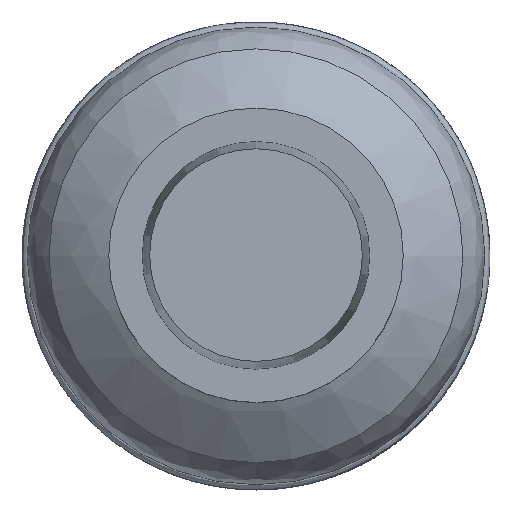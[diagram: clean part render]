
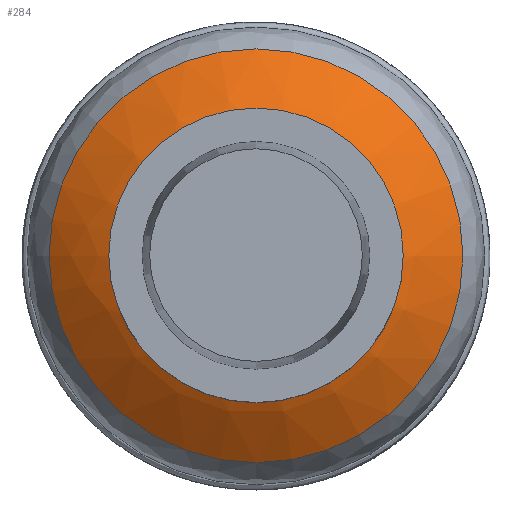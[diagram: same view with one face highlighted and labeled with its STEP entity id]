
A CAD part, top view. The second image highlights one B-rep face of the part: STEP entity #284.
In plain terms, the highlighted face is a revolution surface.
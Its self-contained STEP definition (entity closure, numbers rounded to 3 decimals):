
#87=SURFACE_OF_REVOLUTION('',#93,#90);
#90=AXIS1_PLACEMENT('',#8298,#599);
#93=(
BOUNDED_CURVE()
B_SPLINE_CURVE(3,(#8294,#8295,#8296,#8297),.UNSPECIFIED.,.F.,.F.)
B_SPLINE_CURVE_WITH_KNOTS((4,4),(0.,1.),.UNSPECIFIED.)
CURVE()
GEOMETRIC_REPRESENTATION_ITEM()
RATIONAL_B_SPLINE_CURVE((1.,0.981,0.981,1.))
REPRESENTATION_ITEM('')
);
#132=EDGE_LOOP('',(#180));
#133=EDGE_LOOP('',(#181));
#180=ORIENTED_EDGE('',*,*,#223,.T.);
#181=ORIENTED_EDGE('',*,*,#222,.F.);
#222=EDGE_CURVE('',#360,#360,#246,.T.);
#223=EDGE_CURVE('',#361,#361,#247,.T.);
#246=CIRCLE('',#506,44.218);
#247=CIRCLE('',#507,27.389);
#284=ADVANCED_FACE('SU_3',(#317,#318),#87,.F.);
#317=FACE_BOUND('',#132,.T.);
#318=FACE_BOUND('',#133,.T.);
#360=VERTEX_POINT('',#8286);
#361=VERTEX_POINT('',#8293);
#506=AXIS2_PLACEMENT_3D('',#8285,#594,#595);
#507=AXIS2_PLACEMENT_3D('',#8292,#597,#598);
#594=DIRECTION('',(0.,0.,-1.));
#595=DIRECTION('',(-1.,0.,0.));
#597=DIRECTION('',(0.,0.,-1.));
#598=DIRECTION('',(-1.,0.,0.));
#599=DIRECTION('',(0.,0.,-1.));
#8285=CARTESIAN_POINT('',(0.,0.,-53.623));
#8286=CARTESIAN_POINT('',(-44.218,0.,-53.623));
#8292=CARTESIAN_POINT('',(0.,0.,-43.022));
#8293=CARTESIAN_POINT('',(-27.389,0.,-43.022));
#8294=CARTESIAN_POINT('',(-44.218,0.,-53.623));
#8295=CARTESIAN_POINT('',(-39.898,0.,-49.758));
#8296=CARTESIAN_POINT('',(-34.177,0.,-46.154));
#8297=CARTESIAN_POINT('',(-27.389,0.,-43.022));
#8298=CARTESIAN_POINT('',(0.,0.,-72.));
